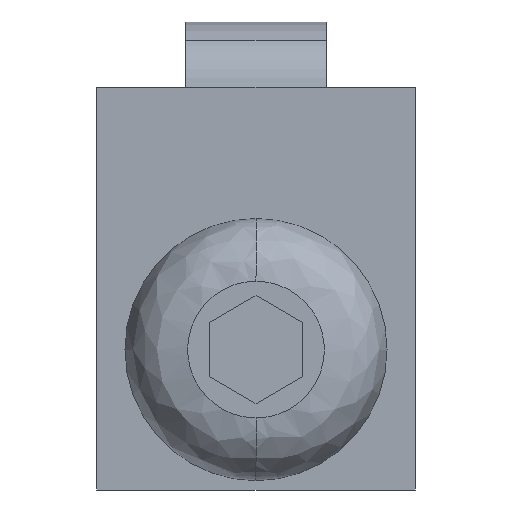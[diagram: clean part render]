
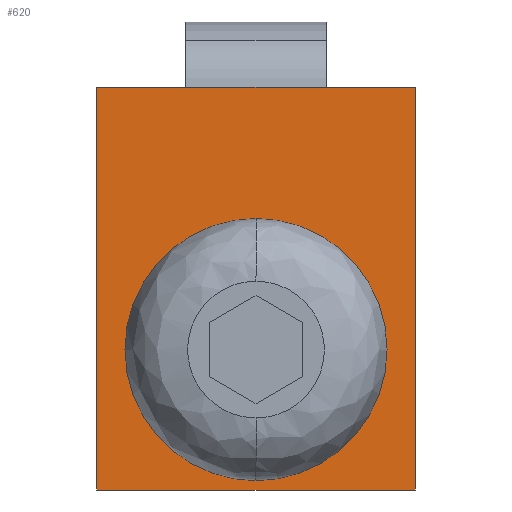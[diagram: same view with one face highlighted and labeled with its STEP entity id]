
A CAD part, front view. The second image highlights one B-rep face of the part: STEP entity #620.
In plain terms, the highlighted planar face has unit normal (0, -1, 0).
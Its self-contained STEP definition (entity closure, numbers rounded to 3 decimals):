
#2 = LINE ( 'NONE', #719, #641 ) ;
#10 = DIRECTION ( 'NONE',  ( 0., -1., 0. ) ) ;
#21 = EDGE_CURVE ( 'NONE', #367, #501, #815, .T. ) ;
#42 = CARTESIAN_POINT ( 'NONE',  ( 8.5, 0., 14. ) ) ;
#52 = DIRECTION ( 'NONE',  ( 0., 1., 0. ) ) ;
#56 = DIRECTION ( 'NONE',  ( 1., 0., 0. ) ) ;
#69 = AXIS2_PLACEMENT_3D ( 'NONE', #463, #10, #553 ) ;
#71 = DIRECTION ( 'NONE',  ( 0., 0., 1. ) ) ;
#155 = ORIENTED_EDGE ( 'NONE', *, *, #567, .F. ) ;
#189 = CARTESIAN_POINT ( 'NONE',  ( 0., 0., 7. ) ) ;
#218 = EDGE_LOOP ( 'NONE', ( #923, #155, #991, #978 ) ) ;
#246 = EDGE_CURVE ( 'NONE', #501, #937, #2, .T. ) ;
#252 = ORIENTED_EDGE ( 'NONE', *, *, #379, .F. ) ;
#274 = VERTEX_POINT ( 'NONE', #189 ) ;
#307 = CARTESIAN_POINT ( 'NONE',  ( -8.5, 0., -7.5 ) ) ;
#316 = DIRECTION ( 'NONE',  ( -1., 0., 0. ) ) ;
#338 = CIRCLE ( 'NONE', #411, 7. ) ;
#346 = AXIS2_PLACEMENT_3D ( 'NONE', #347, #52, #71 ) ;
#347 = CARTESIAN_POINT ( 'NONE',  ( 0., 0., 0. ) ) ;
#367 = VERTEX_POINT ( 'NONE', #926 ) ;
#379 = EDGE_CURVE ( 'NONE', #274, #807, #431, .T. ) ;
#411 = AXIS2_PLACEMENT_3D ( 'NONE', #908, #640, #995 ) ;
#431 = CIRCLE ( 'NONE', #69, 7. ) ;
#450 = EDGE_LOOP ( 'NONE', ( #615, #252 ) ) ;
#463 = CARTESIAN_POINT ( 'NONE',  ( 0., 0., 0. ) ) ;
#465 = VECTOR ( 'NONE', #316, 1000. ) ;
#501 = VERTEX_POINT ( 'NONE', #1016 ) ;
#546 = VERTEX_POINT ( 'NONE', #307 ) ;
#553 = DIRECTION ( 'NONE',  ( 0., 0., -1. ) ) ;
#567 = EDGE_CURVE ( 'NONE', #937, #546, #674, .T. ) ;
#587 = DIRECTION ( 'NONE',  ( 0., 0., 1. ) ) ;
#597 = PLANE ( 'NONE',  #346 ) ;
#599 = FACE_BOUND ( 'NONE', #450, .T. ) ;
#613 = EDGE_CURVE ( 'NONE', #546, #367, #764, .T. ) ;
#615 = ORIENTED_EDGE ( 'NONE', *, *, #754, .F. ) ;
#620 = ADVANCED_FACE ( 'NONE', ( #599, #1158 ), #597, .F. ) ;
#638 = DIRECTION ( 'NONE',  ( 0., 0., -1. ) ) ;
#640 = DIRECTION ( 'NONE',  ( 0., -1., 0. ) ) ;
#641 = VECTOR ( 'NONE', #638, 1000. ) ;
#672 = CARTESIAN_POINT ( 'NONE',  ( -8.5, 0., -7.5 ) ) ;
#674 = LINE ( 'NONE', #672, #465 ) ;
#678 = VECTOR ( 'NONE', #587, 1000. ) ;
#719 = CARTESIAN_POINT ( 'NONE',  ( 8.5, 0., -14. ) ) ;
#754 = EDGE_CURVE ( 'NONE', #807, #274, #338, .T. ) ;
#764 = LINE ( 'NONE', #1124, #678 ) ;
#807 = VERTEX_POINT ( 'NONE', #1110 ) ;
#815 = LINE ( 'NONE', #42, #1013 ) ;
#908 = CARTESIAN_POINT ( 'NONE',  ( 0., 0., 0. ) ) ;
#923 = ORIENTED_EDGE ( 'NONE', *, *, #613, .F. ) ;
#926 = CARTESIAN_POINT ( 'NONE',  ( -8.5, 0., 14. ) ) ;
#937 = VERTEX_POINT ( 'NONE', #1099 ) ;
#978 = ORIENTED_EDGE ( 'NONE', *, *, #21, .F. ) ;
#991 = ORIENTED_EDGE ( 'NONE', *, *, #246, .F. ) ;
#995 = DIRECTION ( 'NONE',  ( 0., 0., -1. ) ) ;
#1013 = VECTOR ( 'NONE', #56, 1000. ) ;
#1016 = CARTESIAN_POINT ( 'NONE',  ( 8.5, 0., 14. ) ) ;
#1099 = CARTESIAN_POINT ( 'NONE',  ( 8.5, 0., -7.5 ) ) ;
#1110 = CARTESIAN_POINT ( 'NONE',  ( 0., 0., -7. ) ) ;
#1124 = CARTESIAN_POINT ( 'NONE',  ( -8.5, 0., 14. ) ) ;
#1158 = FACE_OUTER_BOUND ( 'NONE', #218, .T. ) ;
